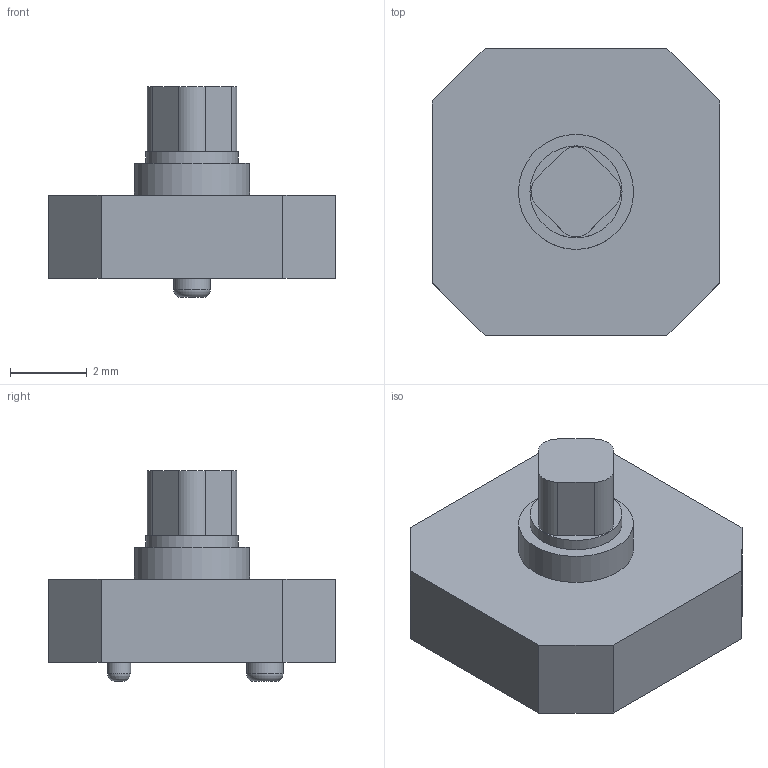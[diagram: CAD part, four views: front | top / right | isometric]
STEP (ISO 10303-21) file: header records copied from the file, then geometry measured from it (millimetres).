
FILE_DESCRIPTION(('FreeCAD Model'),'2;1');
FILE_NAME('Open CASCADE Shape Model','2021-07-24T19:25:54',(''),(''), 'Open CASCADE STEP processor 7.4','FreeCAD','Unknown');
FILE_SCHEMA(('AUTOMOTIVE_DESIGN { 1 0 10303 214 1 1 1 1 }'));
Length unit declared in the file: millimetre
Products named in the file (1): joystick
Bounding box: 7.5 x 7.5 x 5.5 mm (x, y, z)
Volume: 127.6 mm3; surface area: 186.9 mm2
Topology: 1 solids, 1 shells, 29 faces, 64 edges, 42 vertices
Faces by surface type: plane 19, cylinder 8, torus 1, revolution 1
Full cylindrical faces by diameter (mm): 0.6 x1, 0.95 x1, 2.4 x1, 3 x1
Entity records: 831 total; most frequent: CARTESIAN_POINT 143, DIRECTION 143, ORIENTED_EDGE 128, EDGE_CURVE 64, AXIS2_PLACEMENT_3D 49, LINE 44, VECTOR 44, VERTEX_POINT 42
